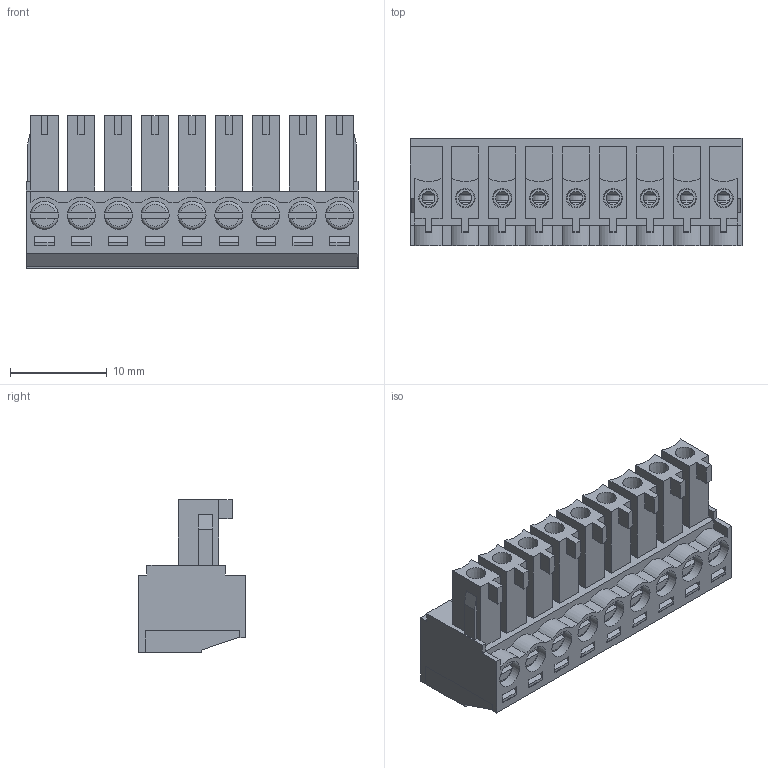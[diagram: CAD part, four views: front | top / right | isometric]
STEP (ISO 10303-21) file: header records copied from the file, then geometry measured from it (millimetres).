
FILE_DESCRIPTION( ( 'Unknown' ), '1' );
FILE_NAME( '691361300009.stp', 'Unknown', ( 'Unknown' ), ( 'Unknown' ), 'PSStep 14.0', 'Unknown', ' ' );
FILE_SCHEMA( ( 'AUTOMOTIVE_DESIGN { 1 0 10303 214 1 1 1 1 }' ) );
Length unit declared in the file: millimetre
Products named in the file (6): Assem1; 6913613000xx_PIN; 6913613000xx_VISSE; 6913613000xx_CAGE; 691361300009; 691361300009_CAPOT
Assembly tree (29 placements, depth 2):
  Assem1
    6913613000xx_PIN  x9
    6913613000xx_VISSE  x9
    6913613000xx_CAGE  x9
    691361300009
    691361300009_CAPOT
Bounding box: 34.29 x 11.1 x 15.8 mm (x, y, z)
Volume: 2508.7 mm3; surface area: 8136.3 mm2
Topology: 29 solids, 29 shells, 1357 faces, 3596 edges, 2349 vertices
Faces by surface type: plane 1060, cylinder 252, torus 27, cone 18
Full cylindrical faces by diameter (mm): 1.35 x9, 1.9 x18, 2 x9, 2.9 x18
Entity records: 28880 total; most frequent: CARTESIAN_POINT 4045, ORIENTED_EDGE 3872, DIRECTION 3630, EDGE_CURVE 1936, LINE 1768, VECTOR 1768, VERTEX_POINT 1298, AXIS2_PLACEMENT_3D 931
